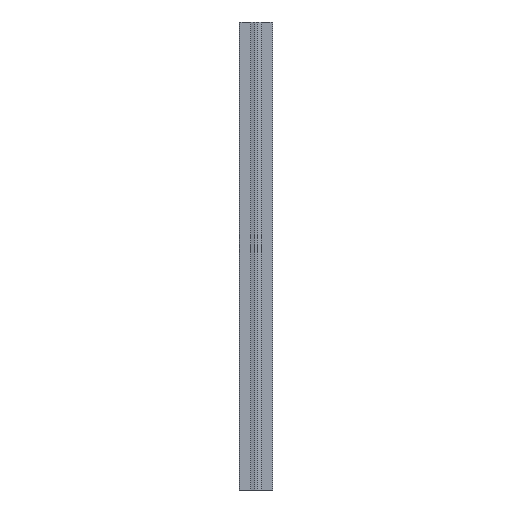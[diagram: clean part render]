
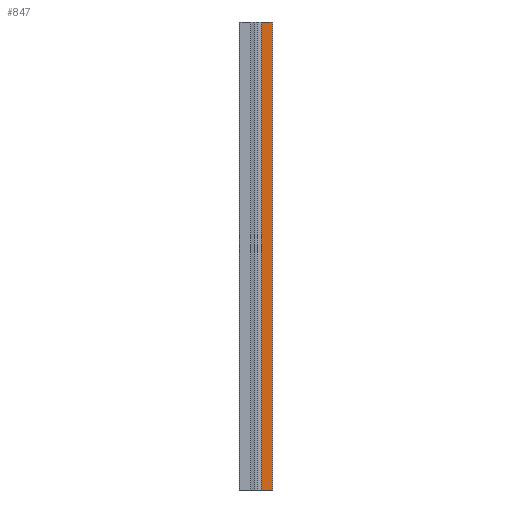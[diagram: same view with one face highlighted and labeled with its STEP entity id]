
A CAD part, front view. The second image highlights one B-rep face of the part: STEP entity #847.
In plain terms, the highlighted planar face has unit normal (0, -1, 0).
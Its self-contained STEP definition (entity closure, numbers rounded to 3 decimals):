
#36 = LINE ( 'NONE', #466, #203 ) ;
#97 = ORIENTED_EDGE ( 'NONE', *, *, #542, .F. ) ;
#104 = VERTEX_POINT ( 'NONE', #736 ) ;
#105 = EDGE_LOOP ( 'NONE', ( #261, #641, #97, #839 ) ) ;
#130 = EDGE_CURVE ( 'NONE', #558, #104, #765, .T. ) ;
#159 = DIRECTION ( 'NONE',  ( 1., 0., 0. ) ) ;
#203 = VECTOR ( 'NONE', #159, 1000. ) ;
#218 = CARTESIAN_POINT ( 'NONE',  ( 24.5, 8.1, 555. ) ) ;
#228 = CARTESIAN_POINT ( 'NONE',  ( 24.5, 8.1, 555. ) ) ;
#261 = ORIENTED_EDGE ( 'NONE', *, *, #873, .F. ) ;
#280 = LINE ( 'NONE', #837, #578 ) ;
#299 = DIRECTION ( 'NONE',  ( 0., 1., 0. ) ) ;
#367 = PLANE ( 'NONE',  #615 ) ;
#448 = CARTESIAN_POINT ( 'NONE',  ( 24.5, 8.1, 555. ) ) ;
#461 = CARTESIAN_POINT ( 'NONE',  ( 24.5, 8.1, 0. ) ) ;
#466 = CARTESIAN_POINT ( 'NONE',  ( 20.136, 8.1, 0. ) ) ;
#503 = VERTEX_POINT ( 'NONE', #601 ) ;
#542 = EDGE_CURVE ( 'NONE', #687, #558, #898, .T. ) ;
#558 = VERTEX_POINT ( 'NONE', #218 ) ;
#578 = VECTOR ( 'NONE', #698, 1000. ) ;
#585 = VECTOR ( 'NONE', #664, 1000. ) ;
#601 = CARTESIAN_POINT ( 'NONE',  ( 39., 8.1, 0. ) ) ;
#615 = AXIS2_PLACEMENT_3D ( 'NONE', #228, #299, #918 ) ;
#641 = ORIENTED_EDGE ( 'NONE', *, *, #130, .F. ) ;
#664 = DIRECTION ( 'NONE',  ( 1., 0., 0. ) ) ;
#687 = VERTEX_POINT ( 'NONE', #461 ) ;
#696 = DIRECTION ( 'NONE',  ( 0., 0., 1. ) ) ;
#698 = DIRECTION ( 'NONE',  ( 0., 0., -1. ) ) ;
#715 = VECTOR ( 'NONE', #696, 1000. ) ;
#736 = CARTESIAN_POINT ( 'NONE',  ( 39., 8.1, 555. ) ) ;
#765 = LINE ( 'NONE', #950, #585 ) ;
#795 = EDGE_CURVE ( 'NONE', #687, #503, #36, .T. ) ;
#837 = CARTESIAN_POINT ( 'NONE',  ( 39., 8.1, 555. ) ) ;
#839 = ORIENTED_EDGE ( 'NONE', *, *, #795, .T. ) ;
#847 = ADVANCED_FACE ( 'NONE', ( #978 ), #367, .F. ) ;
#873 = EDGE_CURVE ( 'NONE', #104, #503, #280, .T. ) ;
#898 = LINE ( 'NONE', #448, #715 ) ;
#918 = DIRECTION ( 'NONE',  ( 0., 0., 1. ) ) ;
#950 = CARTESIAN_POINT ( 'NONE',  ( 20.136, 8.1, 555. ) ) ;
#978 = FACE_OUTER_BOUND ( 'NONE', #105, .T. ) ;
